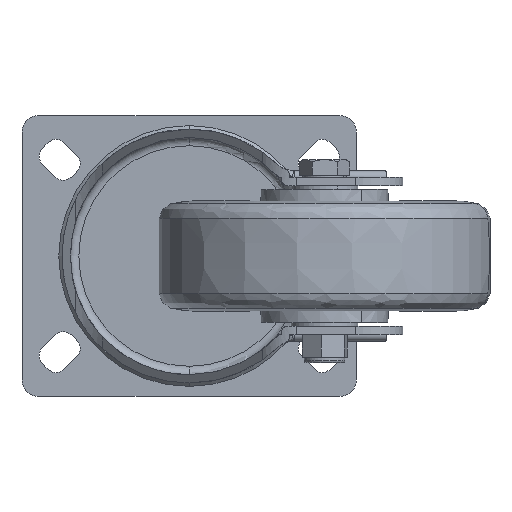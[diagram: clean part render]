
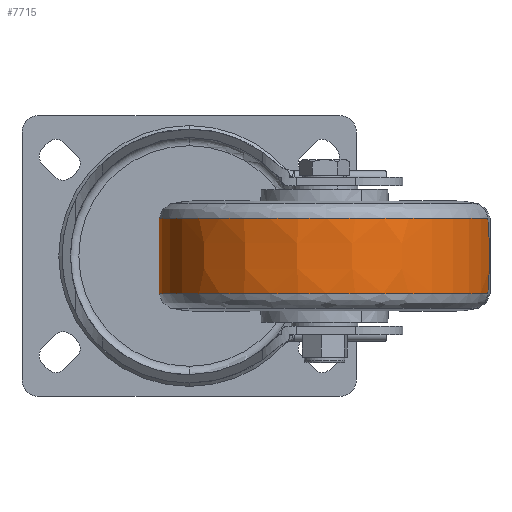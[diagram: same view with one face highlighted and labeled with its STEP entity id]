
A CAD part, front view. The second image highlights one B-rep face of the part: STEP entity #7715.
In plain terms, the highlighted free-form (B-spline) face has degree [3, 3] with [4, 4] control points.
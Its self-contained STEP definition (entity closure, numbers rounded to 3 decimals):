
#801 = CARTESIAN_POINT ( 'NONE',  ( 90.004, -86.147, -3.762 ) ) ;
#1030 = AXIS2_PLACEMENT_3D ( 'NONE', #25018, #19946, #29671 ) ;
#1298 = CARTESIAN_POINT ( 'NONE',  ( -33.504, -65.821, 0. ) ) ;
#2404 = ORIENTED_EDGE ( 'NONE', *, *, #24337, .T. ) ;
#2492 = CARTESIAN_POINT ( 'NONE',  ( -8.335, -69.963, -11.255 ) ) ;
#2989 = CARTESIAN_POINT ( 'NONE',  ( -25.298, -168.86, -3.762 ) ) ;
#3191 = CARTESIAN_POINT ( 'NONE',  ( 89.335, -86.037, 11.255 ) ) ;
#3201 = CARTESIAN_POINT ( 'NONE',  ( 89.335, -86.037, -11.255 ) ) ;
#3294 = CARTESIAN_POINT ( 'NONE',  ( -9.004, -69.853, 3.762 ) ) ;
#3488 =( BOUNDED_SURFACE ( )  B_SPLINE_SURFACE ( 3, 3, ( 
 ( #3201, #17927, #18332, #18026 ),
 ( #801, #28206, #2989, #12873 ),
 ( #18229, #10768, #30365, #3294 ),
 ( #10340, #22994, #25418, #30790 ) ),
 .UNSPECIFIED., .F., .F., .F. ) 
 B_SPLINE_SURFACE_WITH_KNOTS ( ( 4, 4 ),
 ( 4, 4 ),
 ( 0., 1. ),
 ( 0., 1. ),
 .UNSPECIFIED. ) 
 GEOMETRIC_REPRESENTATION_ITEM ( )  RATIONAL_B_SPLINE_SURFACE ( (
 ( 1., 0.333, 0.333, 1.),
 ( 0.997, 0.332, 0.332, 0.997),
 ( 0.997, 0.332, 0.332, 0.997),
 ( 1., 0.333, 0.333, 1.) ) ) 
 REPRESENTATION_ITEM ( '' )  SURFACE ( )  );
#4588 = VERTEX_POINT ( 'NONE', #2492 ) ;
#5295 = ORIENTED_EDGE ( 'NONE', *, *, #14794, .T. ) ;
#7511 = EDGE_CURVE ( 'NONE', #4588, #22349, #23523, .T. ) ;
#7715 = ADVANCED_FACE ( 'NONE', ( #22698 ), #3488, .T. ) ;
#10340 = CARTESIAN_POINT ( 'NONE',  ( 89.335, -86.037, 11.255 ) ) ;
#10695 = VERTEX_POINT ( 'NONE', #3191 ) ;
#10768 = CARTESIAN_POINT ( 'NONE',  ( 73.71, -185.155, 3.762 ) ) ;
#11753 = DIRECTION ( 'NONE',  ( 0., 0., -1. ) ) ;
#11863 = DIRECTION ( 'NONE',  ( 0.987, -0.162, 0. ) ) ;
#12873 = CARTESIAN_POINT ( 'NONE',  ( -9.004, -69.853, -3.762 ) ) ;
#13460 = EDGE_CURVE ( 'NONE', #15782, #10695, #21388, .T. ) ;
#14794 = EDGE_CURVE ( 'NONE', #4588, #15782, #20840, .T. ) ;
#14802 = CIRCLE ( 'NONE', #27154, 49.492 ) ;
#15782 = VERTEX_POINT ( 'NONE', #19270 ) ;
#15922 = ORIENTED_EDGE ( 'NONE', *, *, #13460, .T. ) ;
#17927 = CARTESIAN_POINT ( 'NONE',  ( 73.261, -183.708, -11.255 ) ) ;
#18026 = CARTESIAN_POINT ( 'NONE',  ( -8.335, -69.963, -11.255 ) ) ;
#18229 = CARTESIAN_POINT ( 'NONE',  ( 90.004, -86.147, 3.762 ) ) ;
#18332 = CARTESIAN_POINT ( 'NONE',  ( -24.41, -167.633, -11.255 ) ) ;
#18849 = DIRECTION ( 'NONE',  ( 0.987, -0.162, 0. ) ) ;
#19270 = CARTESIAN_POINT ( 'NONE',  ( 89.335, -86.037, -11.255 ) ) ;
#19946 = DIRECTION ( 'NONE',  ( 0., 0., 1. ) ) ;
#20840 = CIRCLE ( 'NONE', #1030, 49.492 ) ;
#21388 = CIRCLE ( 'NONE', #29000, 125. ) ;
#22244 = DIRECTION ( 'NONE',  ( -0.987, 0.162, 0. ) ) ;
#22349 = VERTEX_POINT ( 'NONE', #23745 ) ;
#22698 = FACE_OUTER_BOUND ( 'NONE', #29762, .T. ) ;
#22994 = CARTESIAN_POINT ( 'NONE',  ( 73.261, -183.708, 11.255 ) ) ;
#23486 = DIRECTION ( 'NONE',  ( -0.162, -0.987, 0. ) ) ;
#23523 = CIRCLE ( 'NONE', #24842, 125. ) ;
#23745 = CARTESIAN_POINT ( 'NONE',  ( -8.335, -69.963, 11.255 ) ) ;
#24337 = EDGE_CURVE ( 'NONE', #10695, #22349, #14802, .T. ) ;
#24842 = AXIS2_PLACEMENT_3D ( 'NONE', #32025, #27036, #22244 ) ;
#25018 = CARTESIAN_POINT ( 'NONE',  ( 40.5, -78., -11.255 ) ) ;
#25418 = CARTESIAN_POINT ( 'NONE',  ( -24.41, -167.633, 11.255 ) ) ;
#27036 = DIRECTION ( 'NONE',  ( 0.162, 0.987, 0. ) ) ;
#27154 = AXIS2_PLACEMENT_3D ( 'NONE', #32076, #11753, #11863 ) ;
#28206 = CARTESIAN_POINT ( 'NONE',  ( 73.71, -185.155, -3.762 ) ) ;
#29000 = AXIS2_PLACEMENT_3D ( 'NONE', #1298, #23486, #18849 ) ;
#29671 = DIRECTION ( 'NONE',  ( 0.987, -0.162, 0. ) ) ;
#29762 = EDGE_LOOP ( 'NONE', ( #31920, #5295, #15922, #2404 ) ) ;
#30365 = CARTESIAN_POINT ( 'NONE',  ( -25.298, -168.86, 3.762 ) ) ;
#30790 = CARTESIAN_POINT ( 'NONE',  ( -8.335, -69.963, 11.255 ) ) ;
#31920 = ORIENTED_EDGE ( 'NONE', *, *, #7511, .F. ) ;
#32025 = CARTESIAN_POINT ( 'NONE',  ( 114.504, -90.179, 0. ) ) ;
#32076 = CARTESIAN_POINT ( 'NONE',  ( 40.5, -78., 11.255 ) ) ;
